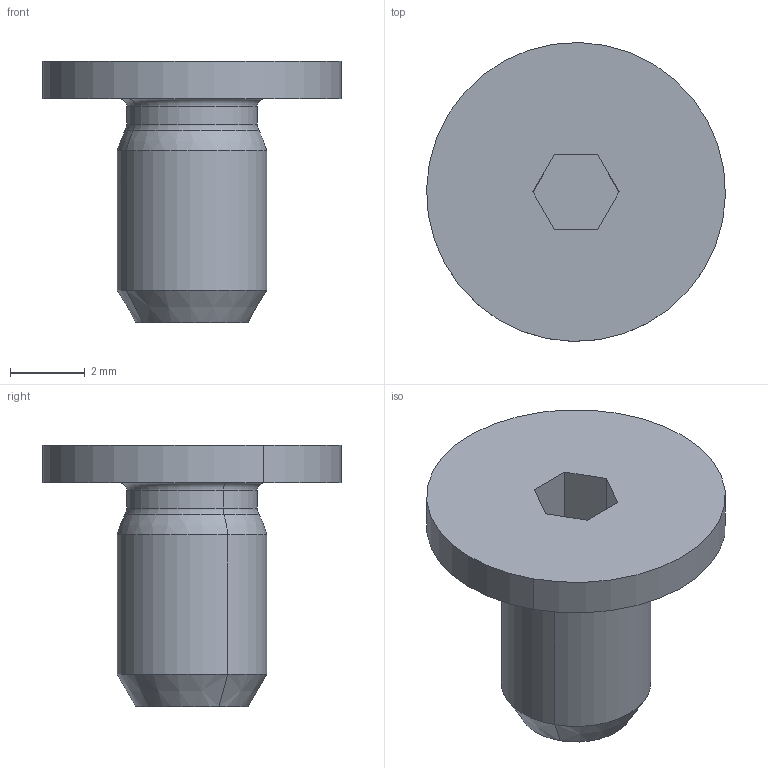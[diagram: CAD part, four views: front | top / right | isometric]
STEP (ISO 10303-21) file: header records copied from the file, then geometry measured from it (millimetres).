
FILE_DESCRIPTION(('CATIA V5R24 STEP','CAx-IF Rec.Pracs.--- Model Styling and Organization---1.2---2011-12-15'),'2;1');
FILE_NAME ('D1452836_0', '2018-01-12T12:43:07+00:00', ('Weidmueller Interface'), ('Weidmueller'), 'CATIA Version 5-6 Release 2014 SP4 HF52', 'CATIA V5 STEP AP214', 'none');
FILE_SCHEMA(('AUTOMOTIVE_DESIGN { 1 0 10303 214 1 1 1 1 }'));
Length unit declared in the file: millimetre
Products named in the file (1): FKSC M4X6 D8/SW2
Bounding box: 8 x 8 x 7 mm (x, y, z)
Volume: 108.1 mm3; surface area: 220.9 mm2
Topology: 1 solids, 1 shells, 24 faces, 50 edges, 30 vertices
Faces by surface type: plane 10, cylinder 6, torus 4, cone 2, sphere 2
Entity records: 632 total; most frequent: ORIENTED_EDGE 100, CARTESIAN_POINT 98, DIRECTION 84, EDGE_CURVE 50, AXIS2_PLACEMENT_3D 42, VERTEX_POINT 30, VECTOR 26, EDGE_LOOP 26
